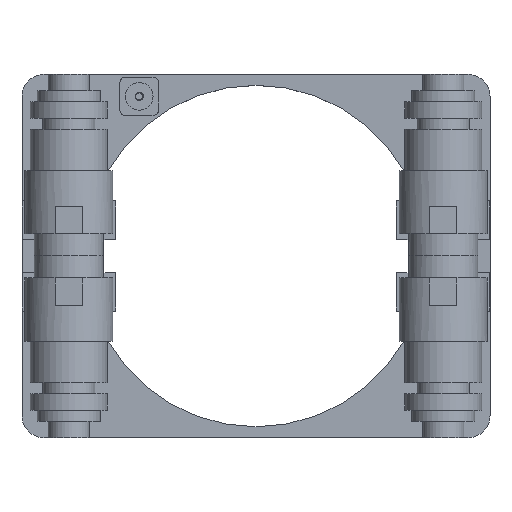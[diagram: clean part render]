
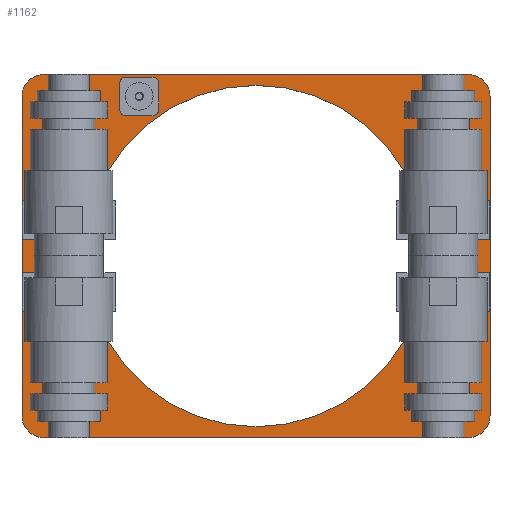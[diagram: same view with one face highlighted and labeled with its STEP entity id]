
A CAD part, top view. The second image highlights one B-rep face of the part: STEP entity #1162.
In plain terms, the highlighted planar face has unit normal (0, 0, 1).
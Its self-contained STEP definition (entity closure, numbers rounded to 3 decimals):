
#42=FACE_BOUND('',#197,.T.);
#43=FACE_BOUND('',#198,.T.);
#67=PLANE('',#1371);
#126=FACE_OUTER_BOUND('',#196,.T.);
#196=EDGE_LOOP('',(#872,#873,#874,#875,#876,#877,#878,#879));
#197=EDGE_LOOP('',(#880,#881,#882,#883,#884,#885,#886,#887));
#198=EDGE_LOOP('',(#888));
#243=LINE('',#1790,#351);
#247=LINE('',#1802,#355);
#253=LINE('',#1817,#361);
#256=LINE('',#1826,#364);
#274=LINE('',#1881,#382);
#280=LINE('',#1903,#388);
#283=LINE('',#1911,#391);
#286=LINE('',#1921,#394);
#351=VECTOR('',#1449,10.);
#355=VECTOR('',#1461,10.);
#361=VECTOR('',#1475,10.);
#364=VECTOR('',#1486,10.);
#382=VECTOR('',#1542,10.);
#388=VECTOR('',#1564,10.);
#391=VECTOR('',#1573,10.);
#394=VECTOR('',#1586,10.);
#458=CIRCLE('',#1322,1.);
#460=CIRCLE('',#1326,1.);
#462=CIRCLE('',#1330,1.);
#464=CIRCLE('',#1334,1.);
#470=CIRCLE('',#1352,4.);
#476=CIRCLE('',#1361,4.);
#477=CIRCLE('',#1364,4.);
#478=CIRCLE('',#1367,4.);
#479=CIRCLE('',#1369,31.);
#502=VERTEX_POINT('',#1783);
#503=VERTEX_POINT('',#1785);
#504=VERTEX_POINT('',#1789);
#507=VERTEX_POINT('',#1797);
#508=VERTEX_POINT('',#1801);
#512=VERTEX_POINT('',#1810);
#513=VERTEX_POINT('',#1812);
#515=VERTEX_POINT('',#1821);
#528=VERTEX_POINT('',#1868);
#529=VERTEX_POINT('',#1869);
#533=VERTEX_POINT('',#1879);
#540=VERTEX_POINT('',#1897);
#541=VERTEX_POINT('',#1901);
#542=VERTEX_POINT('',#1905);
#543=VERTEX_POINT('',#1906);
#544=VERTEX_POINT('',#1913);
#545=VERTEX_POINT('',#1917);
#602=EDGE_CURVE('',#502,#503,#458,.F.);
#604=EDGE_CURVE('',#504,#503,#243,.T.);
#608=EDGE_CURVE('',#504,#507,#460,.F.);
#610=EDGE_CURVE('',#508,#507,#247,.T.);
#615=EDGE_CURVE('',#512,#513,#462,.F.);
#618=EDGE_CURVE('',#502,#513,#253,.T.);
#620=EDGE_CURVE('',#508,#515,#464,.F.);
#623=EDGE_CURVE('',#512,#515,#256,.T.);
#642=EDGE_CURVE('',#528,#529,#470,.T.);
#648=EDGE_CURVE('',#528,#533,#274,.T.);
#656=EDGE_CURVE('',#540,#533,#476,.T.);
#659=EDGE_CURVE('',#540,#541,#280,.T.);
#660=EDGE_CURVE('',#542,#543,#477,.T.);
#663=EDGE_CURVE('',#542,#529,#283,.T.);
#664=EDGE_CURVE('',#544,#541,#478,.T.);
#666=EDGE_CURVE('',#545,#545,#479,.T.);
#668=EDGE_CURVE('',#544,#543,#286,.T.);
#872=ORIENTED_EDGE('',*,*,#642,.F.);
#873=ORIENTED_EDGE('',*,*,#648,.T.);
#874=ORIENTED_EDGE('',*,*,#656,.F.);
#875=ORIENTED_EDGE('',*,*,#659,.T.);
#876=ORIENTED_EDGE('',*,*,#664,.F.);
#877=ORIENTED_EDGE('',*,*,#668,.T.);
#878=ORIENTED_EDGE('',*,*,#660,.F.);
#879=ORIENTED_EDGE('',*,*,#663,.T.);
#880=ORIENTED_EDGE('',*,*,#610,.T.);
#881=ORIENTED_EDGE('',*,*,#608,.F.);
#882=ORIENTED_EDGE('',*,*,#604,.T.);
#883=ORIENTED_EDGE('',*,*,#602,.F.);
#884=ORIENTED_EDGE('',*,*,#618,.T.);
#885=ORIENTED_EDGE('',*,*,#615,.F.);
#886=ORIENTED_EDGE('',*,*,#623,.T.);
#887=ORIENTED_EDGE('',*,*,#620,.F.);
#888=ORIENTED_EDGE('',*,*,#666,.T.);
#1162=ADVANCED_FACE('',(#126,#42,#43),#67,.T.);
#1322=AXIS2_PLACEMENT_3D('',#1786,#1444,#1445);
#1326=AXIS2_PLACEMENT_3D('',#1798,#1456,#1457);
#1330=AXIS2_PLACEMENT_3D('',#1813,#1469,#1470);
#1334=AXIS2_PLACEMENT_3D('',#1822,#1480,#1481);
#1352=AXIS2_PLACEMENT_3D('',#1870,#1532,#1533);
#1361=AXIS2_PLACEMENT_3D('',#1898,#1558,#1559);
#1364=AXIS2_PLACEMENT_3D('',#1907,#1567,#1568);
#1367=AXIS2_PLACEMENT_3D('',#1914,#1576,#1577);
#1369=AXIS2_PLACEMENT_3D('',#1918,#1581,#1582);
#1371=AXIS2_PLACEMENT_3D('',#1922,#1587,#1588);
#1444=DIRECTION('center_axis',(0.,0.,-1.));
#1445=DIRECTION('ref_axis',(0.707,-0.707,0.));
#1449=DIRECTION('',(0.,-1.,0.));
#1456=DIRECTION('center_axis',(0.,0.,-1.));
#1457=DIRECTION('ref_axis',(0.707,0.707,0.));
#1461=DIRECTION('',(1.,0.,0.));
#1469=DIRECTION('center_axis',(0.,0.,-1.));
#1470=DIRECTION('ref_axis',(-0.707,-0.707,0.));
#1475=DIRECTION('',(-1.,0.,0.));
#1480=DIRECTION('center_axis',(0.,0.,-1.));
#1481=DIRECTION('ref_axis',(-0.707,0.707,0.));
#1486=DIRECTION('',(0.,1.,0.));
#1532=DIRECTION('center_axis',(0.,0.,-1.));
#1533=DIRECTION('ref_axis',(-0.707,0.707,0.));
#1542=DIRECTION('',(0.,-1.,0.));
#1558=DIRECTION('center_axis',(0.,0.,-1.));
#1559=DIRECTION('ref_axis',(-0.707,-0.707,0.));
#1564=DIRECTION('',(1.,0.,0.));
#1567=DIRECTION('center_axis',(0.,0.,-1.));
#1568=DIRECTION('ref_axis',(0.707,0.707,0.));
#1573=DIRECTION('',(-1.,0.,0.));
#1576=DIRECTION('center_axis',(0.,0.,-1.));
#1577=DIRECTION('ref_axis',(0.707,-0.707,0.));
#1581=DIRECTION('center_axis',(0.,0.,-1.));
#1582=DIRECTION('ref_axis',(-1.,0.,0.));
#1586=DIRECTION('',(0.,1.,0.));
#1587=DIRECTION('center_axis',(0.,0.,1.));
#1588=DIRECTION('ref_axis',(1.,0.,0.));
#1783=CARTESIAN_POINT('',(-18.706,25.496,2.));
#1785=CARTESIAN_POINT('',(-17.706,26.496,2.));
#1786=CARTESIAN_POINT('Origin',(-18.706,26.496,2.));
#1789=CARTESIAN_POINT('',(-17.706,31.496,2.));
#1790=CARTESIAN_POINT('',(-17.706,12.748,2.));
#1797=CARTESIAN_POINT('',(-18.706,32.496,2.));
#1798=CARTESIAN_POINT('Origin',(-18.706,31.496,2.));
#1801=CARTESIAN_POINT('',(-23.706,32.496,2.));
#1802=CARTESIAN_POINT('',(-8.853,32.496,2.));
#1810=CARTESIAN_POINT('',(-24.706,26.496,2.));
#1812=CARTESIAN_POINT('',(-23.706,25.496,2.));
#1813=CARTESIAN_POINT('Origin',(-23.706,26.496,2.));
#1817=CARTESIAN_POINT('',(-12.353,25.496,2.));
#1821=CARTESIAN_POINT('',(-24.706,31.496,2.));
#1822=CARTESIAN_POINT('Origin',(-23.706,31.496,2.));
#1826=CARTESIAN_POINT('',(-24.706,16.248,2.));
#1868=CARTESIAN_POINT('',(-42.5,29.,2.));
#1869=CARTESIAN_POINT('',(-38.5,33.,2.));
#1870=CARTESIAN_POINT('Origin',(-38.5,29.,2.));
#1879=CARTESIAN_POINT('',(-42.5,-29.,2.));
#1881=CARTESIAN_POINT('',(-42.5,33.,2.));
#1897=CARTESIAN_POINT('',(-38.5,-33.,2.));
#1898=CARTESIAN_POINT('Origin',(-38.5,-29.,2.));
#1901=CARTESIAN_POINT('',(38.5,-33.,2.));
#1903=CARTESIAN_POINT('',(-42.5,-33.,2.));
#1905=CARTESIAN_POINT('',(38.5,33.,2.));
#1906=CARTESIAN_POINT('',(42.5,29.,2.));
#1907=CARTESIAN_POINT('Origin',(38.5,29.,2.));
#1911=CARTESIAN_POINT('',(42.5,33.,2.));
#1913=CARTESIAN_POINT('',(42.5,-29.,2.));
#1914=CARTESIAN_POINT('Origin',(38.5,-29.,2.));
#1917=CARTESIAN_POINT('',(31.,0.,2.));
#1918=CARTESIAN_POINT('Origin',(0.,0.,2.));
#1921=CARTESIAN_POINT('',(42.5,-33.,2.));
#1922=CARTESIAN_POINT('Origin',(0.,0.,2.));
